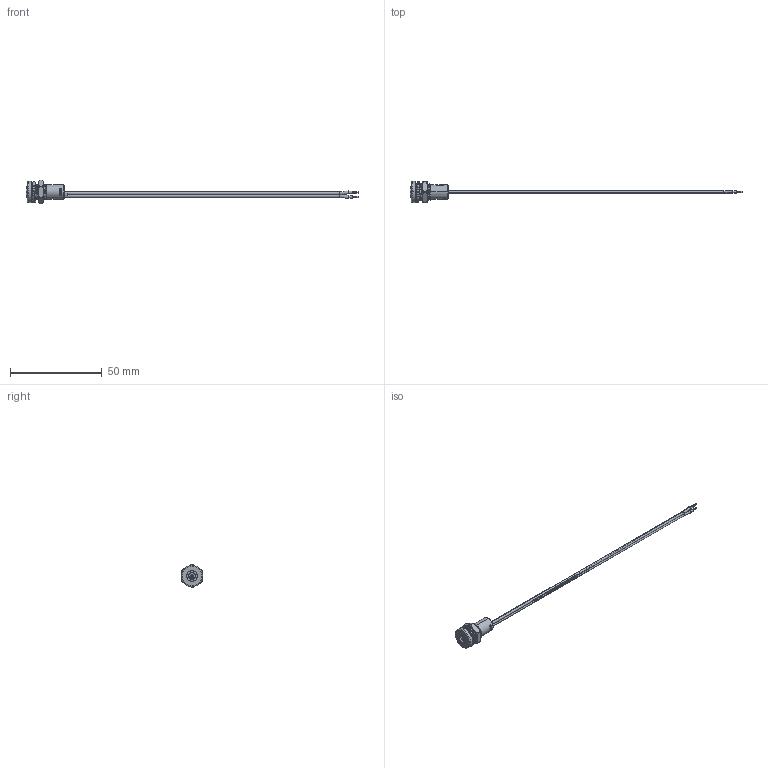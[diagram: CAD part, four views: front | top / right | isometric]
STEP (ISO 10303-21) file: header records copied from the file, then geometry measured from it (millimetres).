
FILE_DESCRIPTION (( 'STEP AP203' ), '1' );
FILE_NAME ('10-03867_revA.STEP', '2020-09-25T17:07:18', ( '' ), ( '' ), 'SwSTEP 2.0', 'SolidWorks 2015', '' );
FILE_SCHEMA (( 'CONFIG_CONTROL_DESIGN' ));
Length unit declared in the file: millimetre
Products named in the file (10): 56-00021_Helical - Render; 30-00804_5 mm tinned; 50-00674 insulator; 24-00355; 50-00674; 56-00020; 50-00674 spring contact; 54-00674_center pin; 10-03867_revA; 50-00674 shell
Assembly tree (9 placements, depth 3):
  10-03867_revA
    24-00355
    50-00674
      50-00674 spring contact
      50-00674 insulator
      50-00674 shell
      54-00674_center pin
    30-00804_5 mm tinned
    56-00020
    56-00021_Helical - Render
Bounding box: 180.75 x 11.59 x 12.7 mm (x, y, z)
Volume: 1680.3 mm3; surface area: 7099.9 mm2
Topology: 57 solids, 57 shells, 584 faces, 1265 edges, 810 vertices
Faces by surface type: cylinder 256, plane 210, bspline 98, torus 10, cone 10
Entity records: 34795 total; most frequent: CARTESIAN_POINT 21723, ORIENTED_EDGE 2516, DIRECTION 2378, EDGE_CURVE 1258, AXIS2_PLACEMENT_3D 987, VERTEX_POINT 810, EDGE_LOOP 660, ADVANCED_FACE 584
